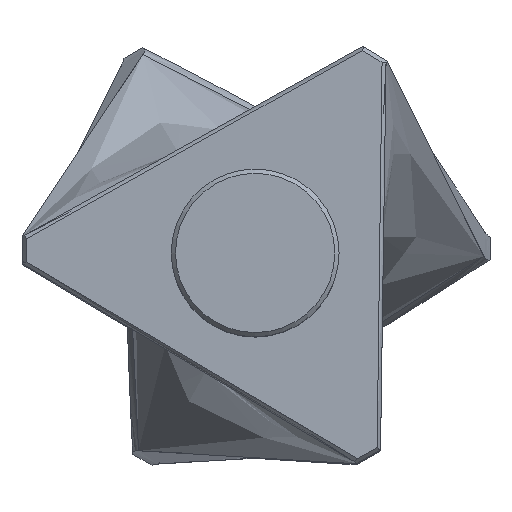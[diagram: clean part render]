
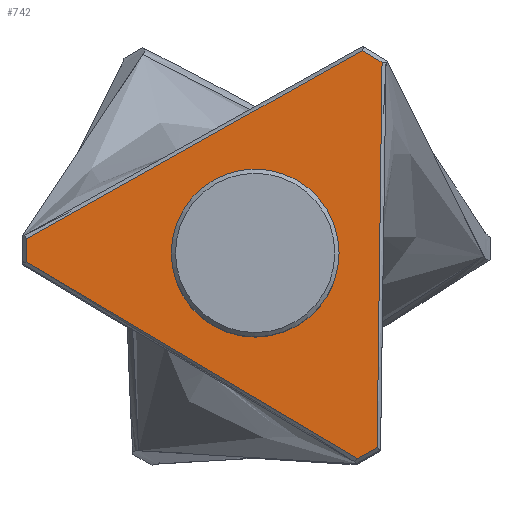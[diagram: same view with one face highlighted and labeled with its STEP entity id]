
A CAD part, top view. The second image highlights one B-rep face of the part: STEP entity #742.
In plain terms, the highlighted planar face has unit normal (0, 0, 1).
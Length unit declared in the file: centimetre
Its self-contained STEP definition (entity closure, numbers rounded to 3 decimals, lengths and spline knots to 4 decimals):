
#145=B_SPLINE_CURVE_WITH_KNOTS('',3,(#1705,#1706,#1707,#1708,#1709,#1710,
#1711,#1712),.UNSPECIFIED.,.F.,.U.,(4,2,2,4),(0.0276,0.0924,
0.0985,0.1649),.UNSPECIFIED.);
#150=B_SPLINE_CURVE_WITH_KNOTS('',3,(#1810,#1811,#1812,#1813,#1814,#1815,
#1816,#1817,#1818,#1819),.UNSPECIFIED.,.F.,.U.,(4,2,2,2,4),(0.0203,
0.1163,1.1645,1.1676,2.3158),
 .UNSPECIFIED.);
#154=B_SPLINE_CURVE_WITH_KNOTS('',3,(#1895,#1896,#1897,#1898,#1899,#1900,
#1901,#1902),.UNSPECIFIED.,.F.,.U.,(4,2,2,4),(0.0276,0.0924,
0.0985,0.1649),.UNSPECIFIED.);
#158=B_SPLINE_CURVE_WITH_KNOTS('',3,(#1992,#1993,#1994,#1995,#1996,#1997,
#1998,#1999,#2000,#2001),.UNSPECIFIED.,.F.,.U.,(4,2,2,2,4),(0.0203,
0.1163,1.1645,1.1676,2.3158),
 .UNSPECIFIED.);
#161=B_SPLINE_CURVE_WITH_KNOTS('',3,(#2083,#2084,#2085,#2086,#2087,#2088,
#2089,#2090,#2091,#2092),.UNSPECIFIED.,.F.,.U.,(4,2,2,2,4),(0.0203,
0.1163,1.1645,1.1676,2.3158),
 .UNSPECIFIED.);
#165=B_SPLINE_CURVE_WITH_KNOTS('',3,(#2168,#2169,#2170,#2171,#2172,#2173,
#2174,#2175),.UNSPECIFIED.,.F.,.U.,(4,2,2,4),(0.0276,0.0924,
0.0985,0.1649),.UNSPECIFIED.);
#273=VERTEX_POINT('',#1632);
#276=VERTEX_POINT('',#1704);
#277=VERTEX_POINT('',#1713);
#281=VERTEX_POINT('',#1809);
#284=VERTEX_POINT('',#1894);
#287=VERTEX_POINT('',#1991);
#289=VERTEX_POINT('',#2093);
#312=CIRCLE('',#770,0.5);
#362=EDGE_CURVE('',#273,#273,#312,.T.);
#365=EDGE_CURVE('',#276,#277,#145,.T.);
#370=EDGE_CURVE('',#281,#276,#150,.T.);
#374=EDGE_CURVE('',#284,#281,#154,.T.);
#378=EDGE_CURVE('',#287,#284,#158,.T.);
#381=EDGE_CURVE('',#277,#289,#161,.T.);
#385=EDGE_CURVE('',#289,#287,#165,.T.);
#543=ORIENTED_EDGE('',*,*,#362,.T.);
#544=ORIENTED_EDGE('',*,*,#365,.F.);
#545=ORIENTED_EDGE('',*,*,#370,.F.);
#546=ORIENTED_EDGE('',*,*,#374,.F.);
#547=ORIENTED_EDGE('',*,*,#378,.F.);
#548=ORIENTED_EDGE('',*,*,#385,.F.);
#549=ORIENTED_EDGE('',*,*,#381,.F.);
#650=EDGE_LOOP('',(#543));
#651=EDGE_LOOP('',(#544,#545,#546,#547,#548,#549));
#698=FACE_BOUND('',#650,.T.);
#699=FACE_BOUND('',#651,.T.);
#742=ADVANCED_FACE('',(#698,#699),#3894,.T.);
#770=AXIS2_PLACEMENT_3D('',#1631,#802,#803);
#772=AXIS2_PLACEMENT_3D('',#2427,#805,$);
#802=DIRECTION('',(0.,0.,-1.));
#803=DIRECTION('',(0.5,0.,0.));
#805=DIRECTION('',(0.,0.,1.));
#1631=CARTESIAN_POINT('',(0.,0.,
4.));
#1632=CARTESIAN_POINT('',(0.5,0.,4.));
#1704=CARTESIAN_POINT('',(-1.3658,-0.0512,4.));
#1705=CARTESIAN_POINT('',(-1.3658,-0.0512,4.));
#1706=CARTESIAN_POINT('',(-1.3655,-0.0296,4.));
#1707=CARTESIAN_POINT('',(-1.3652,-0.008,4.));
#1708=CARTESIAN_POINT('',(-1.3648,0.0157,4.));
#1709=CARTESIAN_POINT('',(-1.3648,0.0177,4.));
#1710=CARTESIAN_POINT('',(-1.3644,0.0418,4.));
#1711=CARTESIAN_POINT('',(-1.3641,0.064,4.));
#1712=CARTESIAN_POINT('',(-1.3638,0.0861,4.));
#1713=CARTESIAN_POINT('',(-1.3638,0.0861,4.));
#1809=CARTESIAN_POINT('',(0.6073,-1.2241,4.));
#1810=CARTESIAN_POINT('',(0.6073,-1.2241,4.));
#1811=CARTESIAN_POINT('',(0.5798,-1.2079,4.));
#1812=CARTESIAN_POINT('',(0.5522,-1.1917,4.));
#1813=CARTESIAN_POINT('',(0.2234,-0.9984,4.));
#1814=CARTESIAN_POINT('',(-0.0773,-0.8205,4.));
#1815=CARTESIAN_POINT('',(-0.3785,-0.6414,4.));
#1816=CARTESIAN_POINT('',(-0.3794,-0.6408,4.));
#1817=CARTESIAN_POINT('',(-0.7093,-0.4447,4.));
#1818=CARTESIAN_POINT('',(-1.0377,-0.2482,4.));
#1819=CARTESIAN_POINT('',(-1.3658,-0.0512,4.));
#1894=CARTESIAN_POINT('',(0.7272,-1.1572,4.));
#1895=CARTESIAN_POINT('',(0.7272,-1.1572,4.));
#1896=CARTESIAN_POINT('',(0.7083,-1.1678,4.));
#1897=CARTESIAN_POINT('',(0.6895,-1.1783,4.));
#1898=CARTESIAN_POINT('',(0.6688,-1.1898,4.));
#1899=CARTESIAN_POINT('',(0.6671,-1.1908,4.));
#1900=CARTESIAN_POINT('',(0.646,-1.2026,4.));
#1901=CARTESIAN_POINT('',(0.6267,-1.2134,4.));
#1902=CARTESIAN_POINT('',(0.6073,-1.2241,4.));
#1991=CARTESIAN_POINT('',(0.7565,1.138,4.));
#1992=CARTESIAN_POINT('',(0.7565,1.138,4.));
#1993=CARTESIAN_POINT('',(0.7562,1.106,4.));
#1994=CARTESIAN_POINT('',(0.756,1.0741,4.));
#1995=CARTESIAN_POINT('',(0.7529,0.6927,4.));
#1996=CARTESIAN_POINT('',(0.7493,0.3433,4.));
#1997=CARTESIAN_POINT('',(0.7447,-0.0071,4.));
#1998=CARTESIAN_POINT('',(0.7447,-0.0082,4.));
#1999=CARTESIAN_POINT('',(0.7397,-0.3919,4.));
#2000=CARTESIAN_POINT('',(0.7338,-0.7746,4.));
#2001=CARTESIAN_POINT('',(0.7272,-1.1572,4.));
#2083=CARTESIAN_POINT('',(-1.3638,0.0861,4.));
#2084=CARTESIAN_POINT('',(-1.336,0.1019,4.));
#2085=CARTESIAN_POINT('',(-1.3081,0.1177,4.));
#2086=CARTESIAN_POINT('',(-0.9763,0.3057,4.));
#2087=CARTESIAN_POINT('',(-0.6719,0.4772,4.));
#2088=CARTESIAN_POINT('',(-0.3662,0.6485,4.));
#2089=CARTESIAN_POINT('',(-0.3653,0.649,4.));
#2090=CARTESIAN_POINT('',(-0.0305,0.8366,4.));
#2091=CARTESIAN_POINT('',(0.3039,1.0228,4.));
#2092=CARTESIAN_POINT('',(0.6386,1.2084,4.));
#2093=CARTESIAN_POINT('',(0.6386,1.2084,4.));
#2168=CARTESIAN_POINT('',(0.6386,1.2084,4.));
#2169=CARTESIAN_POINT('',(0.6571,1.1973,4.));
#2170=CARTESIAN_POINT('',(0.6757,1.1862,4.));
#2171=CARTESIAN_POINT('',(0.696,1.1741,4.));
#2172=CARTESIAN_POINT('',(0.6977,1.1731,4.));
#2173=CARTESIAN_POINT('',(0.7185,1.1607,4.));
#2174=CARTESIAN_POINT('',(0.7375,1.1494,4.));
#2175=CARTESIAN_POINT('',(0.7565,1.138,4.));
#2427=CARTESIAN_POINT('',(0.,0.,
4.));
#3894=PLANE('',#772);
